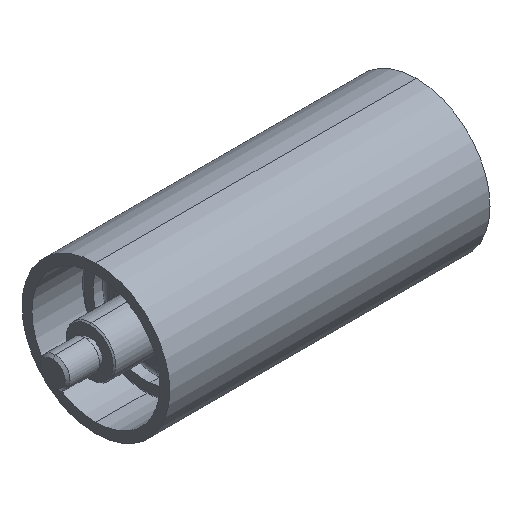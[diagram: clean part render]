
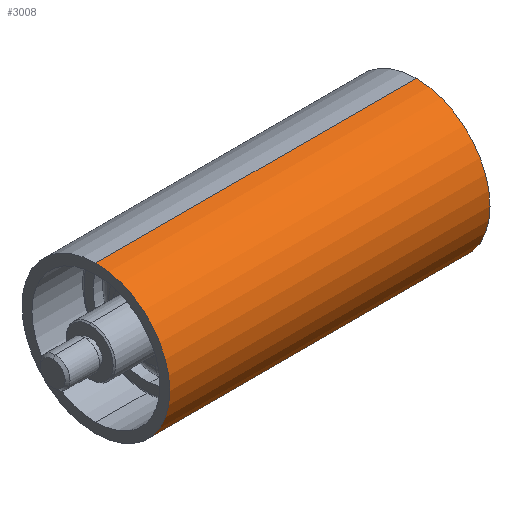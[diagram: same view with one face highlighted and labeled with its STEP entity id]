
A CAD part, isometric view. The second image highlights one B-rep face of the part: STEP entity #3008.
In plain terms, the highlighted cylindrical face has radius 30 mm (diameter 60 mm), a partial arc.
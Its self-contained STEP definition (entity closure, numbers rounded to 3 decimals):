
#24 = CARTESIAN_POINT ( 'NONE',  ( 30., 130., -30. ) ) ;
#215 = CARTESIAN_POINT ( 'NONE',  ( 30., -50.545, 0. ) ) ;
#439 = AXIS2_PLACEMENT_3D ( 'NONE', #1029, #1273, #1801 ) ;
#467 = FACE_OUTER_BOUND ( 'NONE', #1681, .T. ) ;
#498 = CARTESIAN_POINT ( 'NONE',  ( 30., -50.545, -30. ) ) ;
#610 = DIRECTION ( 'NONE',  ( 0., 0., -1. ) ) ;
#683 = DIRECTION ( 'NONE',  ( 0., -1., 0. ) ) ;
#703 = ORIENTED_EDGE ( 'NONE', *, *, #3365, .F. ) ;
#731 = CARTESIAN_POINT ( 'NONE',  ( 30., -50.545, 30. ) ) ;
#903 = CARTESIAN_POINT ( 'NONE',  ( 30., 0., 30. ) ) ;
#1029 = CARTESIAN_POINT ( 'NONE',  ( 30., 130., 0. ) ) ;
#1078 = ORIENTED_EDGE ( 'NONE', *, *, #3051, .T. ) ;
#1186 = ORIENTED_EDGE ( 'NONE', *, *, #2109, .F. ) ;
#1273 = DIRECTION ( 'NONE',  ( 0., -1., 0. ) ) ;
#1282 = DIRECTION ( 'NONE',  ( 0., -1., 0. ) ) ;
#1568 = DIRECTION ( 'NONE',  ( 0., -1., 0. ) ) ;
#1614 = VERTEX_POINT ( 'NONE', #903 ) ;
#1681 = EDGE_LOOP ( 'NONE', ( #1186, #2824, #1078, #703 ) ) ;
#1801 = DIRECTION ( 'NONE',  ( 0., 0., -1. ) ) ;
#1812 = CYLINDRICAL_SURFACE ( 'NONE', #2554, 30. ) ;
#1831 = LINE ( 'NONE', #498, #2287 ) ;
#1914 = VERTEX_POINT ( 'NONE', #24 ) ;
#2038 = DIRECTION ( 'NONE',  ( 0., -1., 0. ) ) ;
#2039 = DIRECTION ( 'NONE',  ( 0., 0., -1. ) ) ;
#2079 = VERTEX_POINT ( 'NONE', #2564 ) ;
#2109 = EDGE_CURVE ( 'NONE', #2644, #1614, #3384, .T. ) ;
#2287 = VECTOR ( 'NONE', #1568, 1000. ) ;
#2395 = AXIS2_PLACEMENT_3D ( 'NONE', #3088, #683, #610 ) ;
#2465 = CARTESIAN_POINT ( 'NONE',  ( 30., 130., 30. ) ) ;
#2529 = EDGE_CURVE ( 'NONE', #2644, #1914, #2855, .T. ) ;
#2554 = AXIS2_PLACEMENT_3D ( 'NONE', #215, #1282, #2039 ) ;
#2564 = CARTESIAN_POINT ( 'NONE',  ( 30., 0., -30. ) ) ;
#2644 = VERTEX_POINT ( 'NONE', #2465 ) ;
#2824 = ORIENTED_EDGE ( 'NONE', *, *, #2529, .T. ) ;
#2846 = CIRCLE ( 'NONE', #2395, 30. ) ;
#2855 = CIRCLE ( 'NONE', #439, 30. ) ;
#3008 = ADVANCED_FACE ( 'NONE', ( #467 ), #1812, .T. ) ;
#3051 = EDGE_CURVE ( 'NONE', #1914, #2079, #1831, .T. ) ;
#3088 = CARTESIAN_POINT ( 'NONE',  ( 30., 0., 0. ) ) ;
#3353 = VECTOR ( 'NONE', #2038, 1000. ) ;
#3365 = EDGE_CURVE ( 'NONE', #1614, #2079, #2846, .T. ) ;
#3384 = LINE ( 'NONE', #731, #3353 ) ;
